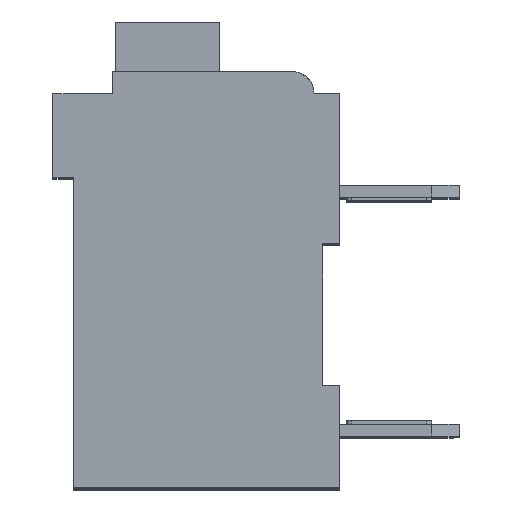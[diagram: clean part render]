
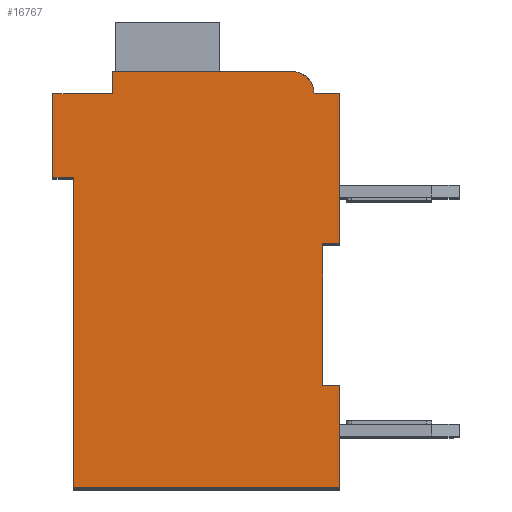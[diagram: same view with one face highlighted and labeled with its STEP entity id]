
A CAD part, top view. The second image highlights one B-rep face of the part: STEP entity #16767.
In plain terms, the highlighted planar face has unit normal (0, 0, 1).
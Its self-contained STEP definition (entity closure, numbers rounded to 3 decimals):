
#5138=DIRECTION('',(1.,0.,0.));
#5139=VECTOR('',#5138,0.5);
#5140=CARTESIAN_POINT('',(7.3,7.15,2.1));
#5141=LINE('',#5140,#5139);
#5142=DIRECTION('',(0.,1.,0.));
#5143=VECTOR('',#5142,4.15);
#5144=CARTESIAN_POINT('',(7.3,3.,2.1));
#5145=LINE('',#5144,#5143);
#5146=DIRECTION('',(-1.,0.,0.));
#5147=VECTOR('',#5146,0.5);
#5148=CARTESIAN_POINT('',(7.8,3.,2.1));
#5149=LINE('',#5148,#5147);
#5150=DIRECTION('',(0.,1.,0.));
#5151=VECTOR('',#5150,3.);
#5152=CARTESIAN_POINT('',(7.8,0.,2.1));
#5153=LINE('',#5152,#5151);
#5154=DIRECTION('',(1.,0.,0.));
#5155=VECTOR('',#5154,7.8);
#5156=CARTESIAN_POINT('',(0.,0.,2.1));
#5157=LINE('',#5156,#5155);
#5158=DIRECTION('',(0.,-1.,0.));
#5159=VECTOR('',#5158,9.1);
#5160=CARTESIAN_POINT('',(0.,9.1,2.1));
#5161=LINE('',#5160,#5159);
#5162=DIRECTION('',(1.,0.,0.));
#5163=VECTOR('',#5162,0.6);
#5164=CARTESIAN_POINT('',(-0.6,9.1,2.1));
#5165=LINE('',#5164,#5163);
#5166=DIRECTION('',(0.,-1.,0.));
#5167=VECTOR('',#5166,2.45);
#5168=CARTESIAN_POINT('',(-0.6,11.55,2.1));
#5169=LINE('',#5168,#5167);
#5170=DIRECTION('',(-1.,0.,0.));
#5171=VECTOR('',#5170,1.75);
#5172=CARTESIAN_POINT('',(1.15,11.55,2.1));
#5173=LINE('',#5172,#5171);
#5174=DIRECTION('',(0.,-1.,0.));
#5175=VECTOR('',#5174,0.65);
#5176=CARTESIAN_POINT('',(1.15,12.2,2.1));
#5177=LINE('',#5176,#5175);
#5178=DIRECTION('',(-1.,0.,0.));
#5179=VECTOR('',#5178,5.25);
#5180=CARTESIAN_POINT('',(6.4,12.2,2.1));
#5181=LINE('',#5180,#5179);
#5182=CARTESIAN_POINT('',(6.4,11.55,2.1));
#5183=DIRECTION('',(0.,0.,1.));
#5184=DIRECTION('',(1.,0.,0.));
#5185=AXIS2_PLACEMENT_3D('',#5182,#5183,#5184);
#5187=DIRECTION('',(-1.,0.,0.));
#5188=VECTOR('',#5187,0.75);
#5189=CARTESIAN_POINT('',(7.8,11.55,2.1));
#5190=LINE('',#5189,#5188);
#5191=DIRECTION('',(0.,1.,0.));
#5192=VECTOR('',#5191,4.4);
#5193=CARTESIAN_POINT('',(7.8,7.15,2.1));
#5194=LINE('',#5193,#5192);
#8055=CARTESIAN_POINT('',(7.3,7.15,2.1));
#8056=CARTESIAN_POINT('',(7.8,7.15,2.1));
#8057=VERTEX_POINT('',#8055);
#8058=VERTEX_POINT('',#8056);
#8059=CARTESIAN_POINT('',(7.8,11.55,2.1));
#8060=VERTEX_POINT('',#8059);
#8061=CARTESIAN_POINT('',(7.05,11.55,2.1));
#8062=VERTEX_POINT('',#8061);
#8063=CARTESIAN_POINT('',(6.4,12.2,2.1));
#8064=VERTEX_POINT('',#8063);
#8065=CARTESIAN_POINT('',(1.15,12.2,2.1));
#8066=VERTEX_POINT('',#8065);
#8067=CARTESIAN_POINT('',(1.15,11.55,2.1));
#8068=VERTEX_POINT('',#8067);
#8069=CARTESIAN_POINT('',(-0.6,11.55,2.1));
#8070=VERTEX_POINT('',#8069);
#8071=CARTESIAN_POINT('',(-0.6,9.1,2.1));
#8072=VERTEX_POINT('',#8071);
#8073=CARTESIAN_POINT('',(0.,9.1,2.1));
#8074=VERTEX_POINT('',#8073);
#8075=CARTESIAN_POINT('',(0.,0.,2.1));
#8076=VERTEX_POINT('',#8075);
#8077=CARTESIAN_POINT('',(7.8,0.,2.1));
#8078=VERTEX_POINT('',#8077);
#8079=CARTESIAN_POINT('',(7.8,3.,2.1));
#8080=VERTEX_POINT('',#8079);
#8081=CARTESIAN_POINT('',(7.3,3.,2.1));
#8082=VERTEX_POINT('',#8081);
#16746=CARTESIAN_POINT('',(0.,0.,2.1));
#16747=DIRECTION('',(0.,0.,1.));
#16748=DIRECTION('',(1.,0.,0.));
#16749=AXIS2_PLACEMENT_3D('',#16746,#16747,#16748);
#16750=PLANE('',#16749);
#16751=ORIENTED_EDGE('',*,*,#10600,.F.);
#16752=ORIENTED_EDGE('',*,*,#11034,.F.);
#16753=ORIENTED_EDGE('',*,*,#14018,.F.);
#16754=ORIENTED_EDGE('',*,*,#14223,.F.);
#16755=ORIENTED_EDGE('',*,*,#14468,.F.);
#16756=ORIENTED_EDGE('',*,*,#14801,.F.);
#16757=ORIENTED_EDGE('',*,*,#14968,.F.);
#16758=ORIENTED_EDGE('',*,*,#15112,.F.);
#16759=ORIENTED_EDGE('',*,*,#15327,.F.);
#16760=ORIENTED_EDGE('',*,*,#15756,.F.);
#16761=ORIENTED_EDGE('',*,*,#16086,.F.);
#16762=ORIENTED_EDGE('',*,*,#15378,.F.);
#16763=ORIENTED_EDGE('',*,*,#15627,.F.);
#16764=ORIENTED_EDGE('',*,*,#10929,.F.);
#16765=EDGE_LOOP('',(#16751,#16752,#16753,#16754,#16755,#16756,#16757,#16758,
#16759,#16760,#16761,#16762,#16763,#16764));
#16766=FACE_OUTER_BOUND('',#16765,.F.);
#5186=CIRCLE('',#5185,0.65);
#10600=EDGE_CURVE('',#8057,#8058,#5141,.T.);
#10929=EDGE_CURVE('',#8058,#8060,#5194,.T.);
#11034=EDGE_CURVE('',#8082,#8057,#5145,.T.);
#14018=EDGE_CURVE('',#8080,#8082,#5149,.T.);
#14223=EDGE_CURVE('',#8078,#8080,#5153,.T.);
#14468=EDGE_CURVE('',#8076,#8078,#5157,.T.);
#14801=EDGE_CURVE('',#8074,#8076,#5161,.T.);
#14968=EDGE_CURVE('',#8072,#8074,#5165,.T.);
#15112=EDGE_CURVE('',#8070,#8072,#5169,.T.);
#15327=EDGE_CURVE('',#8068,#8070,#5173,.T.);
#15378=EDGE_CURVE('',#8062,#8064,#5186,.T.);
#15627=EDGE_CURVE('',#8060,#8062,#5190,.T.);
#15756=EDGE_CURVE('',#8066,#8068,#5177,.T.);
#16086=EDGE_CURVE('',#8064,#8066,#5181,.T.);
#16767=ADVANCED_FACE('',(#16766),#16750,.T.);
